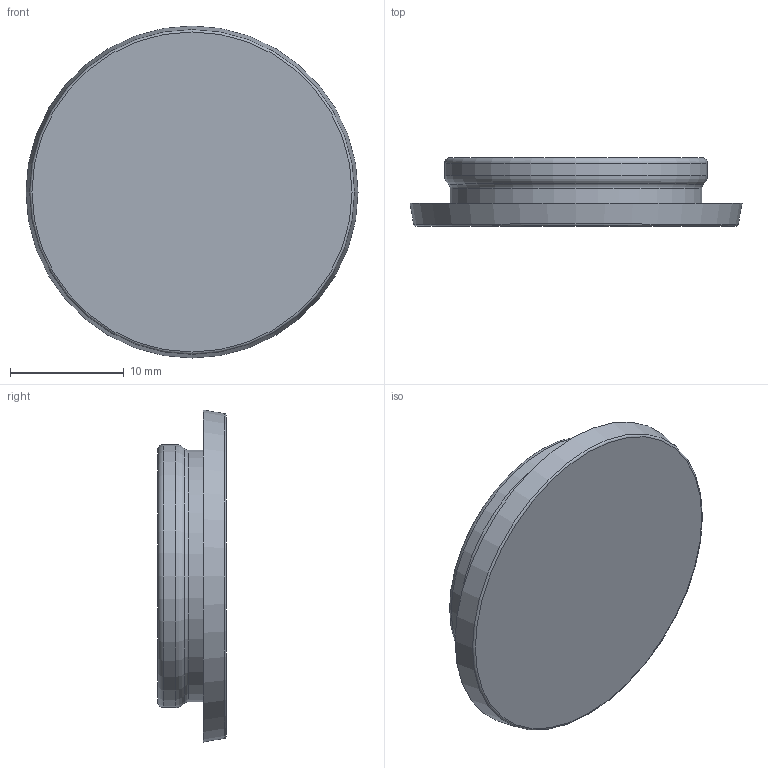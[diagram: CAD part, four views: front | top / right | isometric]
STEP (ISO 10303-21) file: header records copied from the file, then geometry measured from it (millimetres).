
FILE_DESCRIPTION(('STEP AP203'),'1');
FILE_NAME('BASE00H2480.stp','2023-10-02T11:28:48',(' '),(' '),'Spatial InterOp 3D',' ',' ');
FILE_SCHEMA(('CONFIG_CONTROL_DESIGN'));
Length unit declared in the file: millimetre
Products named in the file (1): BASE00H2480
Bounding box: 29.15 x 6 x 29.15 mm (x, y, z)
Volume: 1935.1 mm3; surface area: 1952.3 mm2
Topology: 1 solids, 1 shells, 13 faces, 22 edges, 12 vertices
Faces by surface type: torus 5, cylinder 3, plane 3, cone 2
Full cylindrical faces by diameter (mm): 16.7 x1, 22.1 x1, 23.1 x1
Entity records: 376 total; most frequent: DIRECTION 52, CARTESIAN_POINT 38, AXIS2_PLACEMENT_3D 26, EDGE_LOOP 24, ORIENTED_EDGE 24, FACE_OUTER_BOUND 21, PROPERTY_DEFINITION_REPRESENTATION 13, GENERAL_PROPERTY_ASSOCIATION 13
